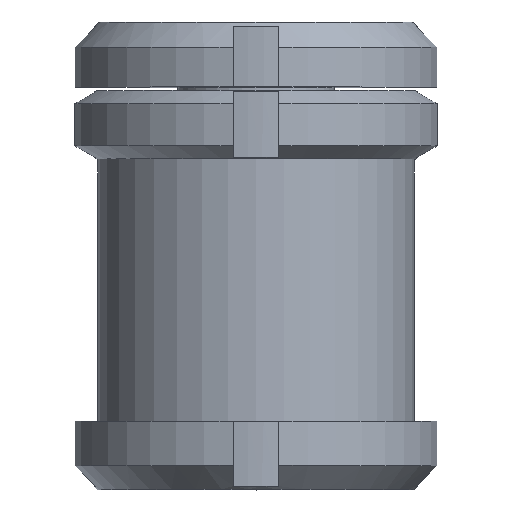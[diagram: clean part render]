
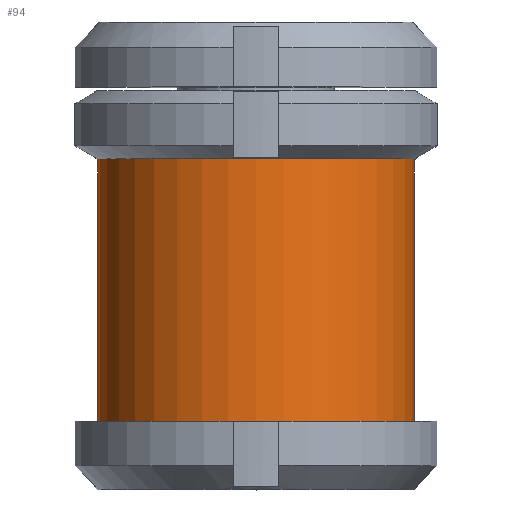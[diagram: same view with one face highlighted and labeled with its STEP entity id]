
A CAD part, top view. The second image highlights one B-rep face of the part: STEP entity #94.
In plain terms, the highlighted cylindrical face has radius 13.901 mm (diameter 27.802 mm), a full revolution.
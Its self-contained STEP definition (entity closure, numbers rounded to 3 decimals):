
#94 = ADVANCED_FACE( '', ( #251, #252 ), #253, .T. );
#251 = FACE_OUTER_BOUND( '', #490, .T. );
#252 = FACE_OUTER_BOUND( '', #491, .T. );
#253 = CYLINDRICAL_SURFACE( '', #492, 13.901 );
#490 = EDGE_LOOP( '', ( #723 ) );
#491 = EDGE_LOOP( '', ( #724 ) );
#492 = AXIS2_PLACEMENT_3D( '', #725, #726, #727 );
#723 = ORIENTED_EDGE( '', *, *, #1329, .T. );
#724 = ORIENTED_EDGE( '', *, *, #1330, .F. );
#725 = CARTESIAN_POINT( '', ( 0., 0., 0. ) );
#726 = DIRECTION( '', ( 0., 1., 0. ) );
#727 = DIRECTION( '', ( 0., 0., -1. ) );
#1329 = EDGE_CURVE( '', #1562, #1562, #1563, .T. );
#1330 = EDGE_CURVE( '', #1564, #1564, #1565, .T. );
#1562 = VERTEX_POINT( '', #1910 );
#1563 = CIRCLE( '', #1911, 13.901 );
#1564 = VERTEX_POINT( '', #1912 );
#1565 = CIRCLE( '', #1913, 13.901 );
#1910 = CARTESIAN_POINT( '', ( 0., 29.01, -13.901 ) );
#1911 = AXIS2_PLACEMENT_3D( '', #2477, #2478, #2479 );
#1912 = CARTESIAN_POINT( '', ( 0., 6., -13.901 ) );
#1913 = AXIS2_PLACEMENT_3D( '', #2480, #2481, #2482 );
#2477 = CARTESIAN_POINT( '', ( 0., 29.01, 0. ) );
#2478 = DIRECTION( '', ( 0., -1., 0. ) );
#2479 = DIRECTION( '', ( 0., 0., -1. ) );
#2480 = CARTESIAN_POINT( '', ( 0., 6., 0. ) );
#2481 = DIRECTION( '', ( 0., -1., 0. ) );
#2482 = DIRECTION( '', ( 0., 0., -1. ) );
